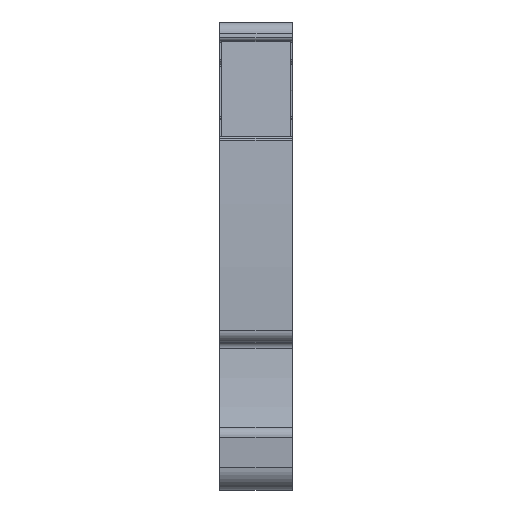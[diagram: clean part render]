
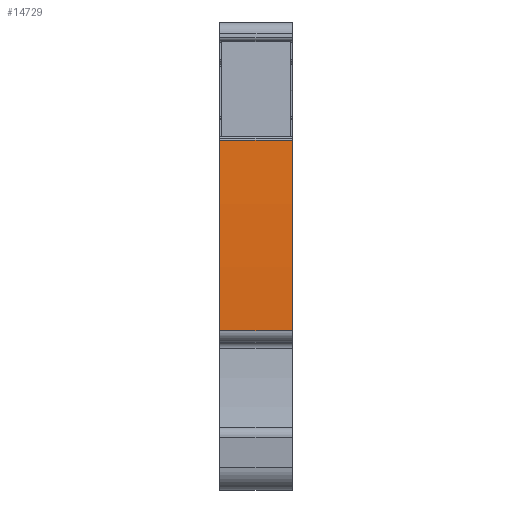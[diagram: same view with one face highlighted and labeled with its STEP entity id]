
A CAD part, front view. The second image highlights one B-rep face of the part: STEP entity #14729.
In plain terms, the highlighted cylindrical face has radius 198.503 mm (diameter 397.006 mm), a partial arc.
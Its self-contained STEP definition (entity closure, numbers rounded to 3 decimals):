
#10395=AXIS2_PLACEMENT_3D('Circle Axis2P3D',#10393,#10394,$) ;
#10402=AXIS2_PLACEMENT_3D('Circle Axis2P3D',#10400,#10401,$) ;
#14001=AXIS2_PLACEMENT_3D('Cylinder Axis2P3D',#13998,#13999,#14000) ;
#14719=AXIS2_PLACEMENT_3D('Circle Axis2P3D',#14717,#14718,$) ;
#10390=CARTESIAN_POINT('Vertex',(0.,1.529,13.435)) ;
#10393=CARTESIAN_POINT('Axis2P3D Location',(0.,2.529,13.45)) ;
#10397=CARTESIAN_POINT('Vertex',(0.,1.528,13.45)) ;
#10400=CARTESIAN_POINT('Axis2P3D Location',(0.,200.008,16.501)) ;
#10404=CARTESIAN_POINT('Vertex',(0.,1.929,29.464)) ;
#13998=CARTESIAN_POINT('Axis2P3D Location',(3.05,200.008,16.501)) ;
#14695=CARTESIAN_POINT('Vertex',(6.1,1.929,29.464)) ;
#14698=CARTESIAN_POINT('Line Origine',(3.05,1.929,29.464)) ;
#14710=CARTESIAN_POINT('Line Origine',(3.05,1.529,13.435)) ;
#14714=CARTESIAN_POINT('Vertex',(6.1,1.529,13.435)) ;
#14717=CARTESIAN_POINT('Axis2P3D Location',(6.1,200.008,16.501)) ;
#10394=DIRECTION('Axis2P3D Direction',(1.,0.,-0.)) ;
#10401=DIRECTION('Axis2P3D Direction',(1.,0.,-0.)) ;
#13999=DIRECTION('Axis2P3D Direction',(1.,0.,0.)) ;
#14000=DIRECTION('Axis2P3D XDirection',(0.,-0.994,0.111)) ;
#14699=DIRECTION('Vector Direction',(1.,0.,0.)) ;
#14711=DIRECTION('Vector Direction',(1.,0.,0.)) ;
#14718=DIRECTION('Axis2P3D Direction',(1.,0.,0.)) ;
#14700=VECTOR('Line Direction',#14699,1.) ;
#14712=VECTOR('Line Direction',#14711,1.) ;
#14723=ORIENTED_EDGE('',*,*,#10406,.T.) ;
#14724=ORIENTED_EDGE('',*,*,#10399,.T.) ;
#14725=ORIENTED_EDGE('',*,*,#14716,.T.) ;
#14726=ORIENTED_EDGE('',*,*,#14721,.F.) ;
#14727=ORIENTED_EDGE('',*,*,#14702,.F.) ;
#14729=ADVANCED_FACE('MLD',(#14728),#14002,.T.) ;
#10396=CIRCLE('generated circle',#10395,1.) ;
#10403=CIRCLE('generated circle',#10402,198.503) ;
#14720=CIRCLE('generated circle',#14719,198.503) ;
#14002=CYLINDRICAL_SURFACE('generated cylinder',#14001,198.503) ;
#10399=EDGE_CURVE('',#10398,#10391,#10396,.T.) ;
#10406=EDGE_CURVE('',#10405,#10398,#10403,.T.) ;
#14702=EDGE_CURVE('',#10405,#14696,#14701,.T.) ;
#14716=EDGE_CURVE('',#10391,#14715,#14713,.T.) ;
#14721=EDGE_CURVE('',#14696,#14715,#14720,.T.) ;
#14722=EDGE_LOOP('',(#14723,#14724,#14725,#14726,#14727)) ;
#14728=FACE_OUTER_BOUND('',#14722,.T.) ;
#14701=LINE('Line',#14698,#14700) ;
#14713=LINE('Line',#14710,#14712) ;
#10391=VERTEX_POINT('',#10390) ;
#10398=VERTEX_POINT('',#10397) ;
#10405=VERTEX_POINT('',#10404) ;
#14696=VERTEX_POINT('',#14695) ;
#14715=VERTEX_POINT('',#14714) ;
